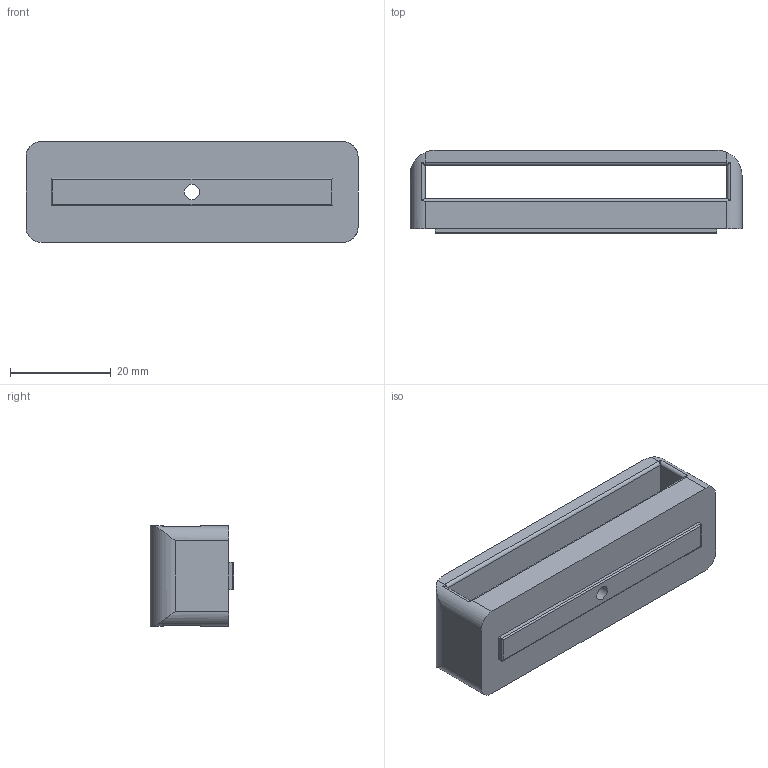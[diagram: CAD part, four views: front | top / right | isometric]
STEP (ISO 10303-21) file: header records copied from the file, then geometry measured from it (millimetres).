
FILE_DESCRIPTION(/* description */ (''),/* implementation_level */ '2;1');
FILE_NAME(/* name */ 'camera_holder.stp',/* time_stamp */ '2022-07-23T20:33:24+02:00',/* author */ ('willi'),/* organization */ (''),/* preprocessor_version */ 'ST-DEVELOPER v18.1',/* originating_system */ 'Autodesk Inventor 2022',/* authorisation */ '');
FILE_SCHEMA (('AUTOMOTIVE_DESIGN { 1 0 10303 214 3 1 1 }'));
Length unit declared in the file: millimetre
Products named in the file (1): camera_holder
Bounding box: 66 x 16.6 x 20 mm (x, y, z)
Volume: 12447.3 mm3; surface area: 7127.7 mm2
Topology: 1 solids, 1 shells, 44 faces, 118 edges, 76 vertices
Faces by surface type: cylinder 21, plane 18, torus 5
Full cylindrical faces by diameter (mm): 3 x1, 5.8 x2
Entity records: 1576 total; most frequent: CARTESIAN_POINT 415, ORIENTED_EDGE 236, DIRECTION 233, EDGE_CURVE 118, AXIS2_PLACEMENT_3D 86, VERTEX_POINT 76, LINE 61, VECTOR 61
